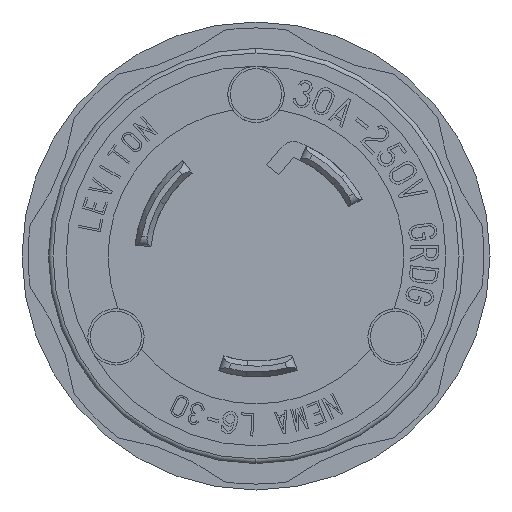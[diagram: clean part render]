
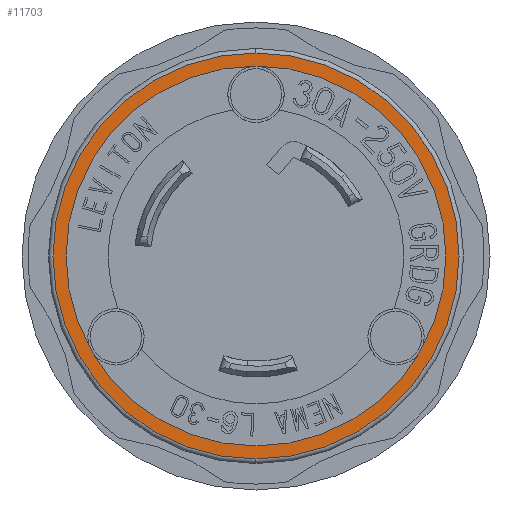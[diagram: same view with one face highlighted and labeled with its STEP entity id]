
A CAD part, left-side view. The second image highlights one B-rep face of the part: STEP entity #11703.
In plain terms, the highlighted planar face has unit normal (-1, 0, 0).
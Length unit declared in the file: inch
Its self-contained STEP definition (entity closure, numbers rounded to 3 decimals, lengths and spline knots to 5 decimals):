
#5029 = CARTESIAN_POINT ( 'NONE',  ( 0., 0., 0. ) ) ;
#11703 = ADVANCED_FACE ( 'NONE', ( #37416, #53824 ), #30918, .T. ) ;
#12324 = EDGE_CURVE ( 'NONE', #36338, #62048, #50438, .T. ) ;
#15665 = DIRECTION ( 'NONE',  ( 0., 0., 1. ) ) ;
#17395 = CARTESIAN_POINT ( 'NONE',  ( 0., 0.91639, 0. ) ) ;
#18092 = EDGE_CURVE ( 'NONE', #62048, #36338, #39026, .T. ) ;
#19043 = AXIS2_PLACEMENT_3D ( 'NONE', #64827, #54551, #69940 ) ;
#20021 = AXIS2_PLACEMENT_3D ( 'NONE', #63229, #56649, #51128 ) ;
#20222 = CARTESIAN_POINT ( 'NONE',  ( 0., 0., 0. ) ) ;
#20737 = CARTESIAN_POINT ( 'NONE',  ( 0., 0., 0.8435 ) ) ;
#21957 = EDGE_CURVE ( 'NONE', #35523, #41931, #66856, .T. ) ;
#23460 = CIRCLE ( 'NONE', #20021, 0.8435 ) ;
#27009 = CARTESIAN_POINT ( 'NONE',  ( 0., 0., -0.8435 ) ) ;
#30918 = PLANE ( 'NONE',  #70259 ) ;
#32690 = DIRECTION ( 'NONE',  ( -1., 0., 0. ) ) ;
#35414 = CARTESIAN_POINT ( 'NONE',  ( 0., 0., -0.9015 ) ) ;
#35461 = EDGE_LOOP ( 'NONE', ( #48247, #46939 ) ) ;
#35523 = VERTEX_POINT ( 'NONE', #27009 ) ;
#35548 = AXIS2_PLACEMENT_3D ( 'NONE', #5029, #58473, #15665 ) ;
#35873 = DIRECTION ( 'NONE',  ( -1., 0., 0. ) ) ;
#36338 = VERTEX_POINT ( 'NONE', #35414 ) ;
#36596 = DIRECTION ( 'NONE',  ( 0., 0., 1. ) ) ;
#37416 = FACE_OUTER_BOUND ( 'NONE', #42797, .T. ) ;
#39026 = CIRCLE ( 'NONE', #35548, 0.9015 ) ;
#39534 = DIRECTION ( 'NONE',  ( 0., 0., 1. ) ) ;
#41931 = VERTEX_POINT ( 'NONE', #20737 ) ;
#42797 = EDGE_LOOP ( 'NONE', ( #54432, #46563 ) ) ;
#44668 = AXIS2_PLACEMENT_3D ( 'NONE', #20222, #35873, #36596 ) ;
#45868 = EDGE_CURVE ( 'NONE', #41931, #35523, #23460, .T. ) ;
#46563 = ORIENTED_EDGE ( 'NONE', *, *, #18092, .T. ) ;
#46939 = ORIENTED_EDGE ( 'NONE', *, *, #45868, .F. ) ;
#48247 = ORIENTED_EDGE ( 'NONE', *, *, #21957, .F. ) ;
#50438 = CIRCLE ( 'NONE', #19043, 0.9015 ) ;
#51128 = DIRECTION ( 'NONE',  ( 0., 0., 1. ) ) ;
#53824 = FACE_BOUND ( 'NONE', #35461, .T. ) ;
#54432 = ORIENTED_EDGE ( 'NONE', *, *, #12324, .T. ) ;
#54551 = DIRECTION ( 'NONE',  ( -1., 0., 0. ) ) ;
#56649 = DIRECTION ( 'NONE',  ( -1., 0., 0. ) ) ;
#58473 = DIRECTION ( 'NONE',  ( -1., 0., 0. ) ) ;
#62048 = VERTEX_POINT ( 'NONE', #71397 ) ;
#63229 = CARTESIAN_POINT ( 'NONE',  ( 0., 0., 0. ) ) ;
#64827 = CARTESIAN_POINT ( 'NONE',  ( 0., 0., 0. ) ) ;
#66856 = CIRCLE ( 'NONE', #44668, 0.8435 ) ;
#69940 = DIRECTION ( 'NONE',  ( 0., 0., 1. ) ) ;
#70259 = AXIS2_PLACEMENT_3D ( 'NONE', #17395, #32690, #39534 ) ;
#71397 = CARTESIAN_POINT ( 'NONE',  ( 0., 0., 0.9015 ) ) ;
